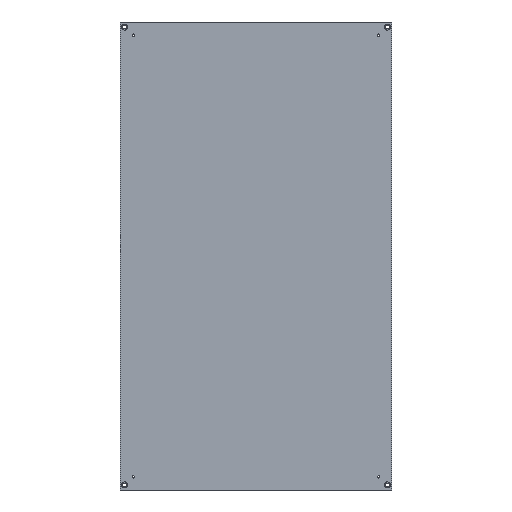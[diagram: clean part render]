
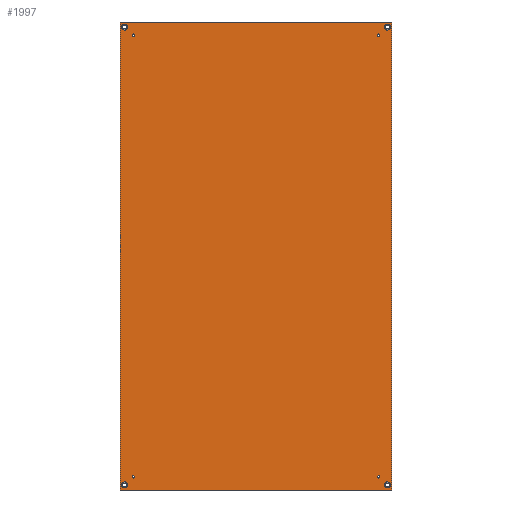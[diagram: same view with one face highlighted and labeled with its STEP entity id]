
A CAD part, front view. The second image highlights one B-rep face of the part: STEP entity #1997.
In plain terms, the highlighted planar face has unit normal (0, -1, 0).
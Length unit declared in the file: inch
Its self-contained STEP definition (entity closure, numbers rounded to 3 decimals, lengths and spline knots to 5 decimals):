
#22 = ORIENTED_EDGE ( 'NONE', *, *, #274, .F. ) ;
#23 = CIRCLE ( 'NONE', #2240, 0.17717 ) ;
#72 = CARTESIAN_POINT ( 'NONE',  ( -21.45669, -0.09843, 37.00787 ) ) ;
#74 = CARTESIAN_POINT ( 'NONE',  ( 20.78732, -0.09843, -35.72827 ) ) ;
#79 = FACE_BOUND ( 'NONE', #548, .T. ) ;
#90 = DIRECTION ( 'NONE',  ( 0., -1., 0. ) ) ;
#107 = CIRCLE ( 'NONE', #1943, 0.47244 ) ;
#113 = ORIENTED_EDGE ( 'NONE', *, *, #1570, .F. ) ;
#126 = CARTESIAN_POINT ( 'NONE',  ( 21.45669, -0.09843, 37.00787 ) ) ;
#131 = EDGE_CURVE ( 'NONE', #606, #606, #1552, .T. ) ;
#174 = CARTESIAN_POINT ( 'NONE',  ( -21.45669, -0.09843, 0. ) ) ;
#181 = AXIS2_PLACEMENT_3D ( 'NONE', #385, #1828, #1875 ) ;
#184 = VERTEX_POINT ( 'NONE', #126 ) ;
#214 = DIRECTION ( 'NONE',  ( 0., -1., 0. ) ) ;
#251 = CARTESIAN_POINT ( 'NONE',  ( -19.38969, -0.09843, 34.94087 ) ) ;
#253 = EDGE_LOOP ( 'NONE', ( #1449 ) ) ;
#274 = EDGE_CURVE ( 'NONE', #769, #184, #1037, .T. ) ;
#307 = ORIENTED_EDGE ( 'NONE', *, *, #1220, .F. ) ;
#340 = VECTOR ( 'NONE', #1895, 39.37008 ) ;
#359 = LINE ( 'NONE', #174, #569 ) ;
#385 = CARTESIAN_POINT ( 'NONE',  ( -20.78732, -0.09843, 36.20071 ) ) ;
#413 = ORIENTED_EDGE ( 'NONE', *, *, #1735, .F. ) ;
#428 = VERTEX_POINT ( 'NONE', #1189 ) ;
#440 = CARTESIAN_POINT ( 'NONE',  ( -19.38969, -0.09843, -35.11803 ) ) ;
#445 = DIRECTION ( 'NONE',  ( 0., -1., 0. ) ) ;
#452 = AXIS2_PLACEMENT_3D ( 'NONE', #838, #445, #1195 ) ;
#492 = LINE ( 'NONE', #1803, #1673 ) ;
#507 = DIRECTION ( 'NONE',  ( 0., -1., 0. ) ) ;
#508 = CARTESIAN_POINT ( 'NONE',  ( 0., -0.09843, 37.00787 ) ) ;
#509 = DIRECTION ( 'NONE',  ( 0., 0., -1. ) ) ;
#528 = AXIS2_PLACEMENT_3D ( 'NONE', #251, #214, #2223 ) ;
#548 = EDGE_LOOP ( 'NONE', ( #307 ) ) ;
#569 = VECTOR ( 'NONE', #706, 39.37008 ) ;
#606 = VERTEX_POINT ( 'NONE', #796 ) ;
#659 = DIRECTION ( 'NONE',  ( 0., 1., 0. ) ) ;
#706 = DIRECTION ( 'NONE',  ( 0., 0., 1. ) ) ;
#769 = VERTEX_POINT ( 'NONE', #72 ) ;
#787 = VECTOR ( 'NONE', #1603, 39.37008 ) ;
#796 = CARTESIAN_POINT ( 'NONE',  ( -19.38969, -0.09843, 34.7637 ) ) ;
#812 = DIRECTION ( 'NONE',  ( 0., 0., 1. ) ) ;
#832 = CIRCLE ( 'NONE', #1404, 0.17717 ) ;
#833 = LINE ( 'NONE', #1741, #340 ) ;
#838 = CARTESIAN_POINT ( 'NONE',  ( 19.38969, -0.09843, -34.94087 ) ) ;
#844 = EDGE_CURVE ( 'NONE', #1151, #1151, #23, .T. ) ;
#867 = CARTESIAN_POINT ( 'NONE',  ( -19.38969, -0.09843, -34.94087 ) ) ;
#871 = CARTESIAN_POINT ( 'NONE',  ( 20.78732, -0.09843, -36.20071 ) ) ;
#969 = VERTEX_POINT ( 'NONE', #1730 ) ;
#973 = CARTESIAN_POINT ( 'NONE',  ( 0., -0.09843, 0. ) ) ;
#978 = CIRCLE ( 'NONE', #452, 0.17717 ) ;
#994 = VERTEX_POINT ( 'NONE', #1371 ) ;
#1001 = EDGE_CURVE ( 'NONE', #994, #994, #2015, .T. ) ;
#1018 = AXIS2_PLACEMENT_3D ( 'NONE', #1340, #90, #1886 ) ;
#1025 = FACE_BOUND ( 'NONE', #2116, .T. ) ;
#1037 = LINE ( 'NONE', #508, #787 ) ;
#1046 = DIRECTION ( 'NONE',  ( 0., -1., 0. ) ) ;
#1072 = ORIENTED_EDGE ( 'NONE', *, *, #2183, .F. ) ;
#1092 = VERTEX_POINT ( 'NONE', #1553 ) ;
#1098 = CIRCLE ( 'NONE', #1018, 0.47244 ) ;
#1151 = VERTEX_POINT ( 'NONE', #2280 ) ;
#1174 = ORIENTED_EDGE ( 'NONE', *, *, #2083, .F. ) ;
#1176 = EDGE_CURVE ( 'NONE', #969, #969, #1098, .T. ) ;
#1189 = CARTESIAN_POINT ( 'NONE',  ( 19.38969, -0.09843, -35.11803 ) ) ;
#1194 = FACE_BOUND ( 'NONE', #1356, .T. ) ;
#1195 = DIRECTION ( 'NONE',  ( 0., 0., -1. ) ) ;
#1210 = AXIS2_PLACEMENT_3D ( 'NONE', #2154, #507, #1576 ) ;
#1217 = DIRECTION ( 'NONE',  ( 0., 0., -1. ) ) ;
#1220 = EDGE_CURVE ( 'NONE', #428, #428, #978, .T. ) ;
#1340 = CARTESIAN_POINT ( 'NONE',  ( 20.78732, -0.09843, 36.20071 ) ) ;
#1348 = FACE_BOUND ( 'NONE', #1907, .T. ) ;
#1356 = EDGE_LOOP ( 'NONE', ( #2268 ) ) ;
#1369 = EDGE_CURVE ( 'NONE', #2269, #2269, #2244, .T. ) ;
#1371 = CARTESIAN_POINT ( 'NONE',  ( -20.78732, -0.09843, 36.67315 ) ) ;
#1379 = EDGE_LOOP ( 'NONE', ( #1174, #22, #1072, #113 ) ) ;
#1404 = AXIS2_PLACEMENT_3D ( 'NONE', #867, #1598, #2115 ) ;
#1449 = ORIENTED_EDGE ( 'NONE', *, *, #1176, .F. ) ;
#1470 = ORIENTED_EDGE ( 'NONE', *, *, #1369, .F. ) ;
#1534 = VERTEX_POINT ( 'NONE', #440 ) ;
#1552 = CIRCLE ( 'NONE', #528, 0.17717 ) ;
#1553 = CARTESIAN_POINT ( 'NONE',  ( 21.45669, -0.09843, -37.00787 ) ) ;
#1566 = FACE_BOUND ( 'NONE', #1581, .T. ) ;
#1570 = EDGE_CURVE ( 'NONE', #1092, #1773, #833, .T. ) ;
#1574 = ORIENTED_EDGE ( 'NONE', *, *, #131, .F. ) ;
#1576 = DIRECTION ( 'NONE',  ( 0., 0., 1. ) ) ;
#1579 = ORIENTED_EDGE ( 'NONE', *, *, #2101, .F. ) ;
#1581 = EDGE_LOOP ( 'NONE', ( #1470 ) ) ;
#1598 = DIRECTION ( 'NONE',  ( 0., -1., 0. ) ) ;
#1603 = DIRECTION ( 'NONE',  ( 1., 0., 0. ) ) ;
#1673 = VECTOR ( 'NONE', #1217, 39.37008 ) ;
#1719 = VERTEX_POINT ( 'NONE', #74 ) ;
#1725 = PLANE ( 'NONE',  #2057 ) ;
#1730 = CARTESIAN_POINT ( 'NONE',  ( 20.78732, -0.09843, 36.67315 ) ) ;
#1735 = EDGE_CURVE ( 'NONE', #1534, #1534, #832, .T. ) ;
#1741 = CARTESIAN_POINT ( 'NONE',  ( 0., -0.09843, -37.00787 ) ) ;
#1756 = CARTESIAN_POINT ( 'NONE',  ( -21.45669, -0.09843, -37.00787 ) ) ;
#1773 = VERTEX_POINT ( 'NONE', #1756 ) ;
#1803 = CARTESIAN_POINT ( 'NONE',  ( 21.45669, -0.09843, 0. ) ) ;
#1815 = CARTESIAN_POINT ( 'NONE',  ( 19.38969, -0.09843, 34.94087 ) ) ;
#1828 = DIRECTION ( 'NONE',  ( 0., -1., 0. ) ) ;
#1875 = DIRECTION ( 'NONE',  ( 0., 0., 1. ) ) ;
#1886 = DIRECTION ( 'NONE',  ( 0., 0., 1. ) ) ;
#1895 = DIRECTION ( 'NONE',  ( -1., 0., 0. ) ) ;
#1899 = FACE_BOUND ( 'NONE', #1999, .T. ) ;
#1907 = EDGE_LOOP ( 'NONE', ( #413 ) ) ;
#1943 = AXIS2_PLACEMENT_3D ( 'NONE', #871, #1046, #1987 ) ;
#1987 = DIRECTION ( 'NONE',  ( 0., 0., 1. ) ) ;
#1997 = ADVANCED_FACE ( 'NONE', ( #79, #1566, #1348, #2108, #2308, #1194, #1025, #1899, #2299 ), #1725, .F. ) ;
#1999 = EDGE_LOOP ( 'NONE', ( #1579 ) ) ;
#2015 = CIRCLE ( 'NONE', #181, 0.47244 ) ;
#2057 = AXIS2_PLACEMENT_3D ( 'NONE', #973, #659, #812 ) ;
#2083 = EDGE_CURVE ( 'NONE', #184, #1092, #492, .T. ) ;
#2101 = EDGE_CURVE ( 'NONE', #1719, #1719, #107, .T. ) ;
#2108 = FACE_BOUND ( 'NONE', #253, .T. ) ;
#2115 = DIRECTION ( 'NONE',  ( 0., 0., -1. ) ) ;
#2116 = EDGE_LOOP ( 'NONE', ( #1574 ) ) ;
#2154 = CARTESIAN_POINT ( 'NONE',  ( -20.78732, -0.09843, -36.20071 ) ) ;
#2176 = ORIENTED_EDGE ( 'NONE', *, *, #844, .F. ) ;
#2183 = EDGE_CURVE ( 'NONE', #1773, #769, #359, .T. ) ;
#2223 = DIRECTION ( 'NONE',  ( 0., 0., -1. ) ) ;
#2240 = AXIS2_PLACEMENT_3D ( 'NONE', #1815, #2356, #509 ) ;
#2244 = CIRCLE ( 'NONE', #1210, 0.47244 ) ;
#2256 = CARTESIAN_POINT ( 'NONE',  ( -20.78732, -0.09843, -35.72827 ) ) ;
#2268 = ORIENTED_EDGE ( 'NONE', *, *, #1001, .F. ) ;
#2269 = VERTEX_POINT ( 'NONE', #2256 ) ;
#2280 = CARTESIAN_POINT ( 'NONE',  ( 19.38969, -0.09843, 34.7637 ) ) ;
#2299 = FACE_OUTER_BOUND ( 'NONE', #1379, .T. ) ;
#2307 = EDGE_LOOP ( 'NONE', ( #2176 ) ) ;
#2308 = FACE_BOUND ( 'NONE', #2307, .T. ) ;
#2356 = DIRECTION ( 'NONE',  ( 0., -1., 0. ) ) ;
